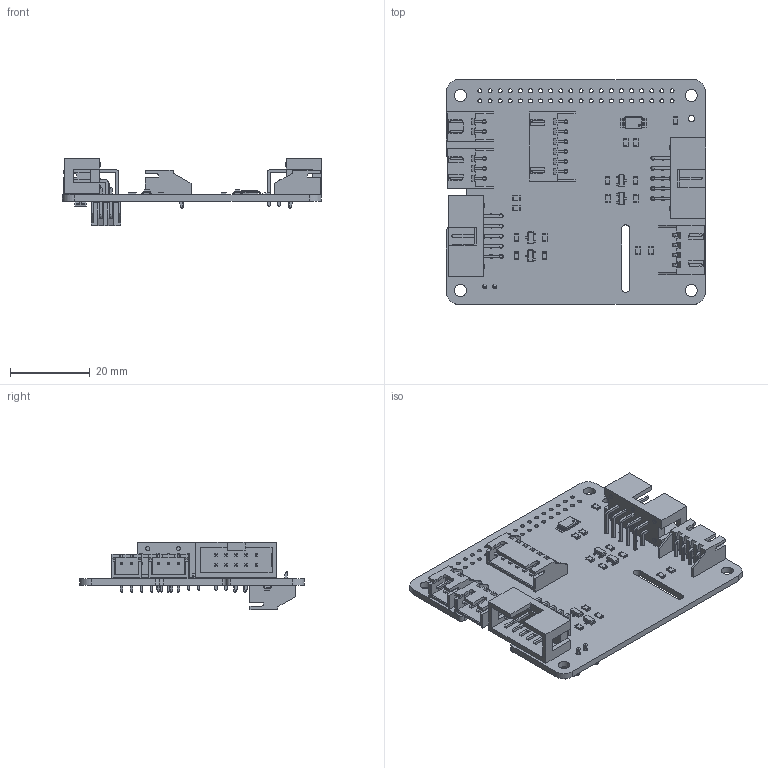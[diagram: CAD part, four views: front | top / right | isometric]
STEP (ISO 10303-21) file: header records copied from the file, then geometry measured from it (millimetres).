
FILE_DESCRIPTION(('KiCad electronic assembly'),'2;1');
FILE_NAME('tome-um2-rpi-breakout.step','2024-12-06T17:56:28',('Pcbnew'), ('Kicad'),'Open CASCADE STEP processor 7.8','KiCad to STEP converter', 'Unknown');
FILE_SCHEMA(('AUTOMOTIVE_DESIGN { 1 0 10303 214 1 1 1 1 }'));
Length unit declared in the file: millimetre
Products named in the file (18): tome-um2-rpi-breakout 1; R_0805_2012Metric; SOT-23; SOT_23; IDC-Header_2x05_P2.54mm_Horizontal; IDC_Header_2x05_P254mm_Horizontal; JST_XH_S2B-XH-A_1x02_P2.50mm_Horizontal; JST_S2B_XH_A; JST_XH_S6B-XH-A_1x06_P2.50mm_Horizontal; JST_S6B_XH_A; JST_XH_S3B-XH-A_1x03_P2.50mm_Horizontal; JST_S3B_XH_A; JST_XH_S4B-XH-A-1_1x04_P2.50mm_Horizontal; JST_S4B_XH_A_1; TSSOP-8_4.4x3mm_P0.65mm; TSSOP_8_44x3mm_P065mm; tome-um2-rpi-breakout_PCB
Assembly tree (37 placements, depth 3):
  tome-um2-rpi-breakout 1
    R_0805_2012Metric  x15
      R_0805_2012Metric
    SOT-23  x5
      SOT_23
    IDC-Header_2x05_P2.54mm_Horizontal  x2
      IDC_Header_2x05_P254mm_Horizontal
    JST_XH_S2B-XH-A_1x02_P2.50mm_Horizontal  x2
      JST_S2B_XH_A
    JST_XH_S6B-XH-A_1x06_P2.50mm_Horizontal
      JST_S6B_XH_A
    JST_XH_S3B-XH-A_1x03_P2.50mm_Horizontal
      JST_S3B_XH_A
    JST_XH_S4B-XH-A-1_1x04_P2.50mm_Horizontal
      JST_S4B_XH_A_1
    TSSOP-8_4.4x3mm_P0.65mm
      TSSOP_8_44x3mm_P065mm
    tome-um2-rpi-breakout_PCB
Bounding box: 65.07 x 56.5 x 16.89 mm (x, y, z)
Volume: 8474.4 mm3; surface area: 14677.7 mm2
Topology: 29 solids, 29 shells, 2267 faces, 5810 edges, 3680 vertices
Faces by surface type: plane 1703, cylinder 397, bspline 167
Full cylindrical faces by diameter (mm): 0.5 x1, 0.95 x13, 1 x76, 1.6 x1, 3 x4
Entity records: 46062 total; most frequent: CARTESIAN_POINT 6832, ORIENTED_EDGE 6482, DIRECTION 6045, EDGE_CURVE 3241, LINE 2751, VECTOR 2751, VERTEX_POINT 2070, AXIS2_PLACEMENT_3D 1647
